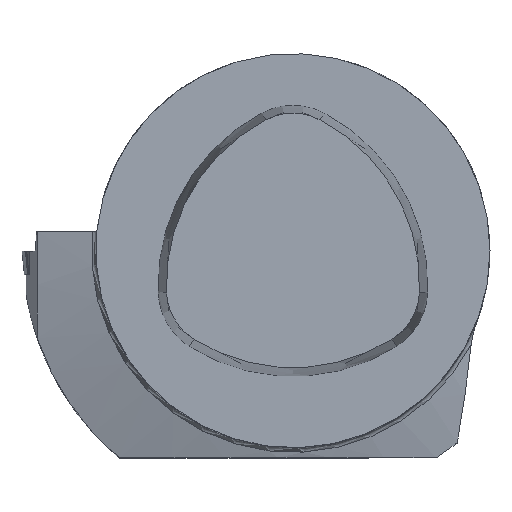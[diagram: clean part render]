
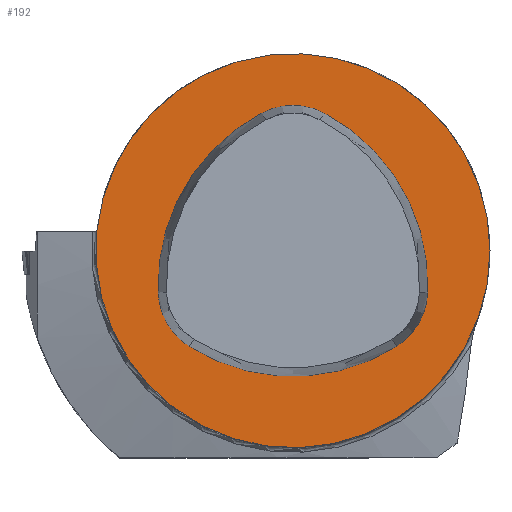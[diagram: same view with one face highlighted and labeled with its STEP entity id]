
A CAD part, top view. The second image highlights one B-rep face of the part: STEP entity #192.
In plain terms, the highlighted planar face has unit normal (0, 0, 1).
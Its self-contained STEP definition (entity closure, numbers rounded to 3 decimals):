
#98=FACE_BOUND('',#369,.T.);
#99=FACE_BOUND('',#370,.T.);
#121=CIRCLE('',#1340,40.);
#128=CIRCLE('',#1355,39.5);
#129=CIRCLE('',#1356,13.5);
#130=CIRCLE('',#1357,39.5);
#131=CIRCLE('',#1358,13.5);
#132=CIRCLE('',#1359,39.5);
#133=CIRCLE('',#1360,13.5);
#192=ADVANCED_FACE('',(#98,#99),#248,.T.);
#248=PLANE('',#1361);
#369=EDGE_LOOP('',(#598));
#370=EDGE_LOOP('',(#599,#600,#601,#602,#603,#604));
#598=ORIENTED_EDGE('',*,*,#957,.T.);
#599=ORIENTED_EDGE('',*,*,#976,.F.);
#600=ORIENTED_EDGE('',*,*,#977,.F.);
#601=ORIENTED_EDGE('',*,*,#978,.F.);
#602=ORIENTED_EDGE('',*,*,#979,.F.);
#603=ORIENTED_EDGE('',*,*,#980,.F.);
#604=ORIENTED_EDGE('',*,*,#981,.F.);
#831=VERTEX_POINT('',#1994);
#847=VERTEX_POINT('',#2038);
#848=VERTEX_POINT('',#2039);
#849=VERTEX_POINT('',#2041);
#850=VERTEX_POINT('',#2043);
#851=VERTEX_POINT('',#2045);
#852=VERTEX_POINT('',#2047);
#957=EDGE_CURVE('',#831,#831,#121,.T.);
#976=EDGE_CURVE('',#847,#848,#128,.T.);
#977=EDGE_CURVE('',#849,#847,#129,.T.);
#978=EDGE_CURVE('',#850,#849,#130,.T.);
#979=EDGE_CURVE('',#851,#850,#131,.T.);
#980=EDGE_CURVE('',#852,#851,#132,.T.);
#981=EDGE_CURVE('',#848,#852,#133,.T.);
#1340=AXIS2_PLACEMENT_3D('',#1993,#1569,#1570);
#1355=AXIS2_PLACEMENT_3D('',#2037,#1606,#1607);
#1356=AXIS2_PLACEMENT_3D('',#2040,#1608,#1609);
#1357=AXIS2_PLACEMENT_3D('',#2042,#1610,#1611);
#1358=AXIS2_PLACEMENT_3D('',#2044,#1612,#1613);
#1359=AXIS2_PLACEMENT_3D('',#2046,#1614,#1615);
#1360=AXIS2_PLACEMENT_3D('',#2048,#1616,#1617);
#1361=AXIS2_PLACEMENT_3D('',#2049,#1618,#1619);
#1569=DIRECTION('',(0.,0.,1.));
#1570=DIRECTION('',(1.,0.,0.));
#1606=DIRECTION('',(0.,0.,1.));
#1607=DIRECTION('',(1.,0.,0.));
#1608=DIRECTION('',(0.,0.,1.));
#1609=DIRECTION('',(1.,0.,0.));
#1610=DIRECTION('',(0.,0.,1.));
#1611=DIRECTION('',(1.,0.,0.));
#1612=DIRECTION('',(0.,0.,1.));
#1613=DIRECTION('',(1.,0.,0.));
#1614=DIRECTION('',(0.,0.,1.));
#1615=DIRECTION('',(1.,0.,0.));
#1616=DIRECTION('',(0.,0.,1.));
#1617=DIRECTION('',(1.,0.,0.));
#1618=DIRECTION('',(0.,0.,1.));
#1619=DIRECTION('',(-1.,0.,0.));
#1993=CARTESIAN_POINT('',(0.,0.,0.));
#1994=CARTESIAN_POINT('',(40.,0.,0.));
#2037=CARTESIAN_POINT('',(12.124,-7.,0.));
#2038=CARTESIAN_POINT('',(-6.295,27.942,0.));
#2039=CARTESIAN_POINT('',(-27.346,-8.519,0.));
#2040=CARTESIAN_POINT('',(0.,16.,0.));
#2041=CARTESIAN_POINT('',(6.295,27.942,0.));
#2042=CARTESIAN_POINT('',(-12.124,-7.,0.));
#2043=CARTESIAN_POINT('',(27.346,-8.519,0.));
#2044=CARTESIAN_POINT('',(13.856,-8.,0.));
#2045=CARTESIAN_POINT('',(21.051,-19.423,0.));
#2046=CARTESIAN_POINT('',(0.,14.,0.));
#2047=CARTESIAN_POINT('',(-21.051,-19.423,0.));
#2048=CARTESIAN_POINT('',(-13.856,-8.,0.));
#2049=CARTESIAN_POINT('',(0.,0.,0.));
